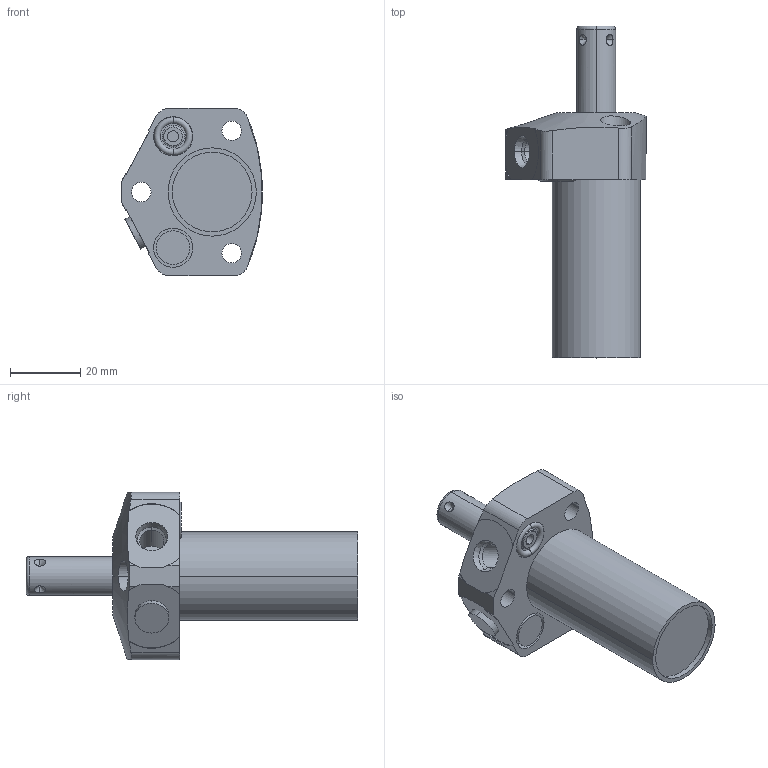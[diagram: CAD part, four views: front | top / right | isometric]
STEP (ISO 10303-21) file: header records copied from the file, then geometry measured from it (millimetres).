
FILE_DESCRIPTION((''),'2;1');
FILE_NAME('ILC25610500','2022-01-21T10:48:32',('rkuestersteffen'),(''),'CREO PARAMETRIC BY PTC INC, 2021164','CREO PARAMETRIC BY PTC INC, 2021164','');
FILE_SCHEMA(('AUTOMOTIVE_DESIGN { 1 0 10303 214 1 1 1 1 }'));
Length unit declared in the file: inch
Products named in the file (1): ILC25610500
Bounding box: 40.11 x 94.59 x 47.62 mm (x, y, z)
Volume: 50231.5 mm3; surface area: 13874.1 mm2
Topology: 1 solids, 4 shells, 126 faces, 291 edges, 183 vertices
Faces by surface type: cylinder 57, plane 35, cone 28, torus 6
Entity records: 5246 total; most frequent: CARTESIAN_POINT 927, DIRECTION 688, ORIENTED_EDGE 550, PRESENTATION_STYLE_ASSIGNMENT 333, STYLED_ITEM 315, CURVE_STYLE 313, EDGE_CURVE 277, AXIS2_PLACEMENT_3D 274
